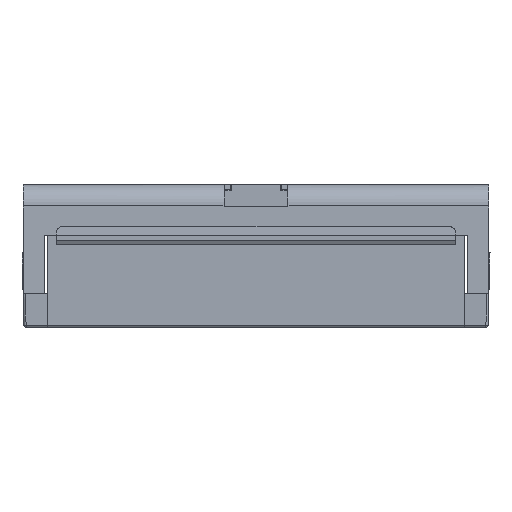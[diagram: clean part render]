
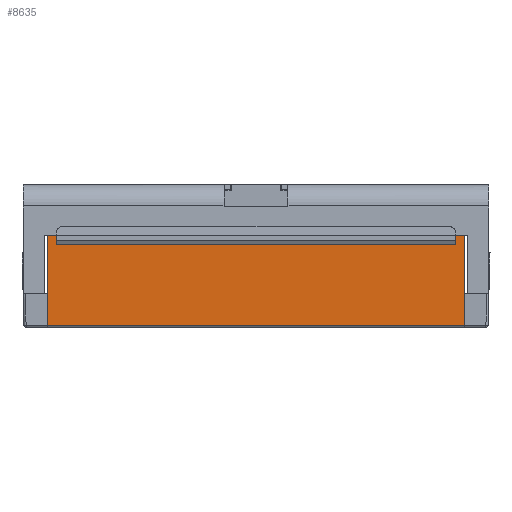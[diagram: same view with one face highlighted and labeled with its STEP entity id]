
A CAD part, left-side view. The second image highlights one B-rep face of the part: STEP entity #8635.
In plain terms, the highlighted face is planar.
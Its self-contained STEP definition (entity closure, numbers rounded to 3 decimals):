
#297 = ORIENTED_EDGE ( 'NONE', *, *, #2536, .F. ) ;
#309 = CARTESIAN_POINT ( 'NONE',  ( -44.799, 20.703, -101.44 ) ) ;
#423 = LINE ( 'NONE', #13589, #16803 ) ;
#764 = CARTESIAN_POINT ( 'NONE',  ( -44.799, 20.703, -7.66 ) ) ;
#1064 = VERTEX_POINT ( 'NONE', #16505 ) ;
#1270 = CARTESIAN_POINT ( 'NONE',  ( -45.096, 2.141, -146.214 ) ) ;
#1451 = LINE ( 'NONE', #1270, #3312 ) ;
#1532 = CARTESIAN_POINT ( 'NONE',  ( -44.916, 13.392, -5.56 ) ) ;
#1632 = ORIENTED_EDGE ( 'NONE', *, *, #7223, .F. ) ;
#1826 = LINE ( 'NONE', #11746, #9597 ) ;
#2137 = CARTESIAN_POINT ( 'NONE',  ( -45.13, 0., 39.214 ) ) ;
#2536 = EDGE_CURVE ( 'NONE', #12397, #5342, #3707, .T. ) ;
#2774 = CARTESIAN_POINT ( 'NONE',  ( -44.799, 20.703, -101.44 ) ) ;
#3255 = EDGE_CURVE ( 'NONE', #1064, #12397, #423, .T. ) ;
#3269 = DIRECTION ( 'NONE',  ( 0.016, 1., 0. ) ) ;
#3312 = VECTOR ( 'NONE', #5275, 1000. ) ;
#3464 = LINE ( 'NONE', #16296, #7528 ) ;
#3707 = LINE ( 'NONE', #16326, #13305 ) ;
#4225 = VERTEX_POINT ( 'NONE', #1532 ) ;
#4375 = ORIENTED_EDGE ( 'NONE', *, *, #5458, .T. ) ;
#4865 = CARTESIAN_POINT ( 'NONE',  ( -45.096, 2.141, -7.66 ) ) ;
#5189 = DIRECTION ( 'NONE',  ( -0.016, -1., 0. ) ) ;
#5275 = DIRECTION ( 'NONE',  ( 0., 0., 1. ) ) ;
#5342 = VERTEX_POINT ( 'NONE', #7559 ) ;
#5458 = EDGE_CURVE ( 'NONE', #16322, #11392, #1451, .T. ) ;
#5708 = ORIENTED_EDGE ( 'NONE', *, *, #6777, .T. ) ;
#5816 = LINE ( 'NONE', #2774, #6627 ) ;
#5899 = CARTESIAN_POINT ( 'NONE',  ( -44.799, 20.703, -146.214 ) ) ;
#6089 = VECTOR ( 'NONE', #16539, 1000. ) ;
#6627 = VECTOR ( 'NONE', #6652, 1000. ) ;
#6652 = DIRECTION ( 'NONE',  ( 0.016, 1., 0. ) ) ;
#6755 = VECTOR ( 'NONE', #8687, 1000. ) ;
#6777 = EDGE_CURVE ( 'NONE', #8043, #13465, #15927, .T. ) ;
#7056 = DIRECTION ( 'NONE',  ( 0., 0., 1. ) ) ;
#7112 = LINE ( 'NONE', #764, #6089 ) ;
#7223 = EDGE_CURVE ( 'NONE', #13560, #7502, #7340, .T. ) ;
#7340 = LINE ( 'NONE', #2137, #12252 ) ;
#7420 = CARTESIAN_POINT ( 'NONE',  ( -45.096, 2.141, -99.34 ) ) ;
#7431 = DIRECTION ( 'NONE',  ( 0.016, 1., 0. ) ) ;
#7496 = EDGE_CURVE ( 'NONE', #13465, #4225, #1826, .T. ) ;
#7502 = VERTEX_POINT ( 'NONE', #14568 ) ;
#7528 = VECTOR ( 'NONE', #3269, 1000. ) ;
#7559 = CARTESIAN_POINT ( 'NONE',  ( -44.799, 20.703, -5.56 ) ) ;
#7641 = ORIENTED_EDGE ( 'NONE', *, *, #10057, .F. ) ;
#7668 = CARTESIAN_POINT ( 'NONE',  ( -45.13, 0., -5.56 ) ) ;
#7702 = FACE_OUTER_BOUND ( 'NONE', #9665, .T. ) ;
#8043 = VERTEX_POINT ( 'NONE', #9251 ) ;
#8454 = DIRECTION ( 'NONE',  ( 0.016, 1., 0. ) ) ;
#8635 = ADVANCED_FACE ( 'NONE', ( #7702 ), #11033, .F. ) ;
#8687 = DIRECTION ( 'NONE',  ( 0., 0., 1. ) ) ;
#8955 = CARTESIAN_POINT ( 'NONE',  ( -44.799, 20.703, -99.34 ) ) ;
#9251 = CARTESIAN_POINT ( 'NONE',  ( -45.13, 0., -7.66 ) ) ;
#9597 = VECTOR ( 'NONE', #16010, 1000. ) ;
#9665 = EDGE_LOOP ( 'NONE', ( #4375, #15624, #5708, #13532, #11767, #297, #16286, #7641, #1632, #12950 ) ) ;
#10057 = EDGE_CURVE ( 'NONE', #7502, #1064, #5816, .T. ) ;
#10360 = EDGE_CURVE ( 'NONE', #16322, #13560, #13354, .T. ) ;
#11005 = AXIS2_PLACEMENT_3D ( 'NONE', #5899, #15032, #7431 ) ;
#11033 = PLANE ( 'NONE',  #11005 ) ;
#11280 = DIRECTION ( 'NONE',  ( 0., 0., -1. ) ) ;
#11343 = EDGE_CURVE ( 'NONE', #11392, #8043, #7112, .T. ) ;
#11392 = VERTEX_POINT ( 'NONE', #4865 ) ;
#11394 = CARTESIAN_POINT ( 'NONE',  ( -45.13, 0., -99.34 ) ) ;
#11746 = CARTESIAN_POINT ( 'NONE',  ( -44.799, 20.703, -5.56 ) ) ;
#11767 = ORIENTED_EDGE ( 'NONE', *, *, #16373, .T. ) ;
#12252 = VECTOR ( 'NONE', #11280, 1000. ) ;
#12397 = VERTEX_POINT ( 'NONE', #309 ) ;
#12692 = CARTESIAN_POINT ( 'NONE',  ( -45.13, 0., -146.214 ) ) ;
#12950 = ORIENTED_EDGE ( 'NONE', *, *, #10360, .F. ) ;
#13305 = VECTOR ( 'NONE', #7056, 1000. ) ;
#13354 = LINE ( 'NONE', #8955, #13742 ) ;
#13465 = VERTEX_POINT ( 'NONE', #7668 ) ;
#13532 = ORIENTED_EDGE ( 'NONE', *, *, #7496, .T. ) ;
#13560 = VERTEX_POINT ( 'NONE', #11394 ) ;
#13589 = CARTESIAN_POINT ( 'NONE',  ( -44.799, 20.703, -101.44 ) ) ;
#13742 = VECTOR ( 'NONE', #5189, 1000. ) ;
#14568 = CARTESIAN_POINT ( 'NONE',  ( -45.13, 0., -101.44 ) ) ;
#15032 = DIRECTION ( 'NONE',  ( 1., -0.016, 0. ) ) ;
#15624 = ORIENTED_EDGE ( 'NONE', *, *, #11343, .T. ) ;
#15927 = LINE ( 'NONE', #12692, #6755 ) ;
#16010 = DIRECTION ( 'NONE',  ( 0.016, 1., 0. ) ) ;
#16286 = ORIENTED_EDGE ( 'NONE', *, *, #3255, .F. ) ;
#16296 = CARTESIAN_POINT ( 'NONE',  ( -44.799, 20.703, -5.56 ) ) ;
#16322 = VERTEX_POINT ( 'NONE', #7420 ) ;
#16326 = CARTESIAN_POINT ( 'NONE',  ( -44.799, 20.703, -146.214 ) ) ;
#16373 = EDGE_CURVE ( 'NONE', #4225, #5342, #3464, .T. ) ;
#16505 = CARTESIAN_POINT ( 'NONE',  ( -44.916, 13.392, -101.44 ) ) ;
#16539 = DIRECTION ( 'NONE',  ( -0.016, -1., 0. ) ) ;
#16803 = VECTOR ( 'NONE', #8454, 1000. ) ;
